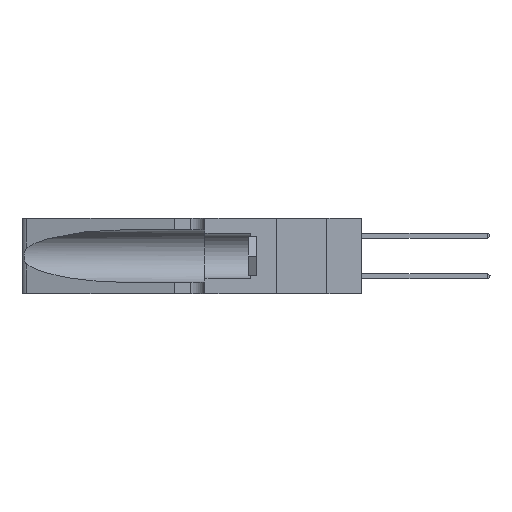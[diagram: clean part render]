
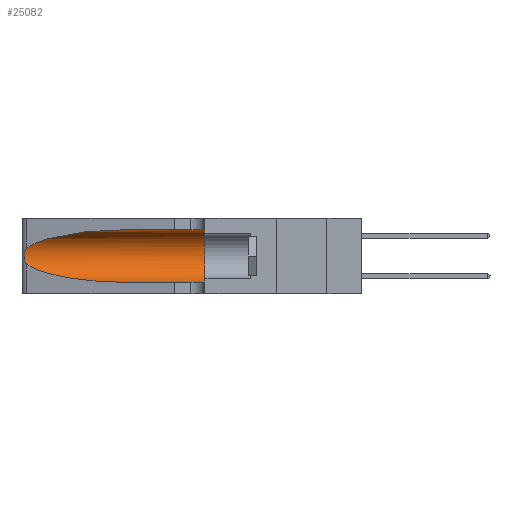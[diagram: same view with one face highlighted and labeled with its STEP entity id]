
A CAD part, left-side view. The second image highlights one B-rep face of the part: STEP entity #25082.
In plain terms, the highlighted cylindrical face has radius 3.308 mm (diameter 6.617 mm), a partial arc.
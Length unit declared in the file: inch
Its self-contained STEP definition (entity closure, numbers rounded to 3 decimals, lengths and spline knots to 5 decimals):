
#230 = DIRECTION ( 'NONE',  ( 0., 0., -1. ) ) ;
#293 = EDGE_CURVE ( 'NONE', #2104, #16527, #16583, .T. ) ;
#439 = CARTESIAN_POINT ( 'NONE',  ( 0.25854, 1.2359, 0.20912 ) ) ;
#645 = CARTESIAN_POINT ( 'NONE',  ( 0.25487, 1.22718, 0.22369 ) ) ;
#1761 = ORIENTED_EDGE ( 'NONE', *, *, #26540, .T. ) ;
#2104 = VERTEX_POINT ( 'NONE', #13558 ) ;
#2388 = VECTOR ( 'NONE', #17541, 39.37008 ) ;
#2948 = ORIENTED_EDGE ( 'NONE', *, *, #17506, .T. ) ;
#3188 = CARTESIAN_POINT ( 'NONE',  ( 0.26018, 1.23835, 0.19895 ) ) ;
#3364 = CARTESIAN_POINT ( 'NONE',  ( 0.18966, 0.96281, 0.31525 ) ) ;
#3737 = DIRECTION ( 'NONE',  ( 0., 0., 1. ) ) ;
#6757 = VERTEX_POINT ( 'NONE', #7019 ) ;
#7019 = CARTESIAN_POINT ( 'NONE',  ( 0.25487, 1.22718, 0.14631 ) ) ;
#7887 = CARTESIAN_POINT ( 'NONE',  ( 0.1305, 1.61858, 0.05475 ) ) ;
#8135 = CARTESIAN_POINT ( 'NONE',  ( 0.1305, 1.61858, 0.185 ) ) ;
#9342 = VERTEX_POINT ( 'NONE', #9386 ) ;
#9386 = CARTESIAN_POINT ( 'NONE',  ( 0.1305, 0.72297, 0.31525 ) ) ;
#9523 = CYLINDRICAL_SURFACE ( 'NONE', #18842, 0.13025 ) ;
#10415 = ORIENTED_EDGE ( 'NONE', *, *, #22835, .T. ) ;
#10531 = CARTESIAN_POINT ( 'NONE',  ( 0.1305, 0.35, 0.31525 ) ) ;
#11082 = CARTESIAN_POINT ( 'NONE',  ( 0.25555, 1.22994, 0.2215 ) ) ;
#12324 = CARTESIAN_POINT ( 'NONE',  ( 0.1305, 1.61858, 0.31525 ) ) ;
#12681 = ORIENTED_EDGE ( 'NONE', *, *, #29165, .F. ) ;
#13284 = DIRECTION ( 'NONE',  ( 0., -1., 0. ) ) ;
#13403 = EDGE_CURVE ( 'NONE', #24979, #16527, #29079, .T. ) ;
#13558 = CARTESIAN_POINT ( 'NONE',  ( 0.1305, 0.72297, 0.05475 ) ) ;
#13621 = CARTESIAN_POINT ( 'NONE',  ( 0.25639, 1.23184, 0.21858 ) ) ;
#13724 = CARTESIAN_POINT ( 'NONE',  ( 0.26017, 1.23833, 0.17102 ) ) ;
#14205 = LINE ( 'NONE', #12324, #2388 ) ;
#14488 = AXIS2_PLACEMENT_3D ( 'NONE', #32345, #30174, #3737 ) ;
#14701 = CARTESIAN_POINT ( 'NONE',  ( 0.1305, 0.35, 0.05475 ) ) ;
#16226 = CARTESIAN_POINT ( 'NONE',  ( 0.26075, 1.23896, 0.19203 ) ) ;
#16527 = VERTEX_POINT ( 'NONE', #14701 ) ;
#16583 = LINE ( 'NONE', #7887, #23599 ) ;
#16600 = CARTESIAN_POINT ( 'NONE',  ( 0.18966, 0.96281, 0.05475 ) ) ;
#17506 = EDGE_CURVE ( 'NONE', #9342, #23227, #30916, .T. ) ;
#17541 = DIRECTION ( 'NONE',  ( 0., -1., 0. ) ) ;
#17817 = ORIENTED_EDGE ( 'NONE', *, *, #13403, .F. ) ;
#18801 = CARTESIAN_POINT ( 'NONE',  ( 0.25856, 1.23593, 0.16098 ) ) ;
#18842 = AXIS2_PLACEMENT_3D ( 'NONE', #8135, #13284, #230 ) ;
#18970 = CARTESIAN_POINT ( 'NONE',  ( 0.1305, 0.72297, 0.31525 ) ) ;
#19708 =( BOUNDED_CURVE ( )  B_SPLINE_CURVE ( 3, ( #23534, #26907, #16600, #21848 ),
 .UNSPECIFIED., .F., .F. ) 
 B_SPLINE_CURVE_WITH_KNOTS ( ( 4, 4 ),
 ( 3.44316, 4.71239 ),
 .UNSPECIFIED. ) 
 CURVE ( )  GEOMETRIC_REPRESENTATION_ITEM ( )  RATIONAL_B_SPLINE_CURVE ( ( 1., 0.87, 0.87, 1. ) ) 
 REPRESENTATION_ITEM ( '' )  );
#20564 = FACE_OUTER_BOUND ( 'NONE', #29016, .T. ) ;
#21359 = CARTESIAN_POINT ( 'NONE',  ( 0.25789, 1.23486, 0.15765 ) ) ;
#21454 = CARTESIAN_POINT ( 'NONE',  ( 0.25555, 1.22993, 0.14849 ) ) ;
#21744 = CARTESIAN_POINT ( 'NONE',  ( 0.25487, 1.22718, 0.22369 ) ) ;
#21848 = CARTESIAN_POINT ( 'NONE',  ( 0.1305, 0.72297, 0.05475 ) ) ;
#22398 = CARTESIAN_POINT ( 'NONE',  ( 0.25487, 1.22718, 0.22369 ) ) ;
#22835 = EDGE_CURVE ( 'NONE', #6757, #2104, #19708, .T. ) ;
#23227 = VERTEX_POINT ( 'NONE', #22398 ) ;
#23534 = CARTESIAN_POINT ( 'NONE',  ( 0.25487, 1.22718, 0.14631 ) ) ;
#23599 = VECTOR ( 'NONE', #25819, 39.37008 ) ;
#24048 = CARTESIAN_POINT ( 'NONE',  ( 0.2373, 1.15595, 0.28018 ) ) ;
#24180 = CARTESIAN_POINT ( 'NONE',  ( 0.26075, 1.23896, 0.178 ) ) ;
#24979 = VERTEX_POINT ( 'NONE', #10531 ) ;
#25082 = ADVANCED_FACE ( 'NONE', ( #20564 ), #9523, .F. ) ;
#25819 = DIRECTION ( 'NONE',  ( 0., -1., 0. ) ) ;
#26540 = EDGE_CURVE ( 'NONE', #23227, #6757, #27917, .T. ) ;
#26907 = CARTESIAN_POINT ( 'NONE',  ( 0.2373, 1.15595, 0.08982 ) ) ;
#27917 = B_SPLINE_CURVE_WITH_KNOTS ( 'NONE', 3,
 ( #645, #11082, #13621, #31905, #439, #3188, #16226, #24180, #13724, #18801, #21359, #32216, #21454, #32010 ),
 .UNSPECIFIED., .F., .F.,
 ( 4, 2, 2, 2, 2, 2, 4 ),
 ( 0., 0.00027, 0.00053, 0.00107, 0.0016, 0.00187, 0.00214 ),
 .UNSPECIFIED. ) ;
#29016 = EDGE_LOOP ( 'NONE', ( #2948, #1761, #10415, #29385, #17817, #12681 ) ) ;
#29079 = CIRCLE ( 'NONE', #14488, 0.13025 ) ;
#29165 = EDGE_CURVE ( 'NONE', #9342, #24979, #14205, .T. ) ;
#29385 = ORIENTED_EDGE ( 'NONE', *, *, #293, .T. ) ;
#30174 = DIRECTION ( 'NONE',  ( 0., 1., 0. ) ) ;
#30916 =( BOUNDED_CURVE ( )  B_SPLINE_CURVE ( 3, ( #18970, #3364, #24048, #21744 ),
 .UNSPECIFIED., .F., .T. ) 
 B_SPLINE_CURVE_WITH_KNOTS ( ( 4, 4 ),
 ( 1.5708, 2.84003 ),
 .UNSPECIFIED. ) 
 CURVE ( )  GEOMETRIC_REPRESENTATION_ITEM ( )  RATIONAL_B_SPLINE_CURVE ( ( 1., 0.87, 0.87, 1. ) ) 
 REPRESENTATION_ITEM ( '' )  );
#31905 = CARTESIAN_POINT ( 'NONE',  ( 0.25787, 1.23484, 0.2124 ) ) ;
#32010 = CARTESIAN_POINT ( 'NONE',  ( 0.25487, 1.22718, 0.14631 ) ) ;
#32216 = CARTESIAN_POINT ( 'NONE',  ( 0.25639, 1.23186, 0.15144 ) ) ;
#32345 = CARTESIAN_POINT ( 'NONE',  ( 0.1305, 0.35, 0.185 ) ) ;
